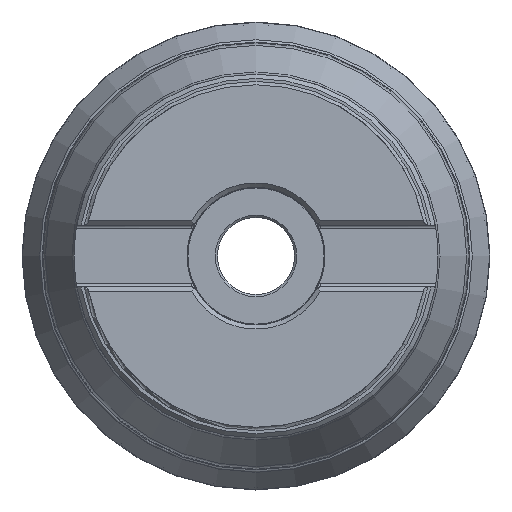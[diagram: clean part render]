
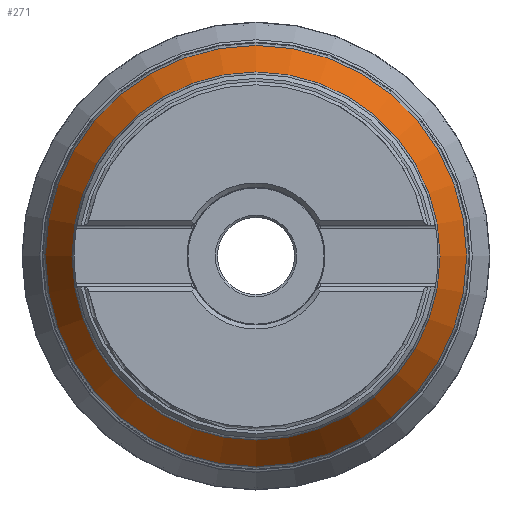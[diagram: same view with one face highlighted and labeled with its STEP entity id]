
A CAD part, left-side view. The second image highlights one B-rep face of the part: STEP entity #271.
In plain terms, the highlighted conical face has half-angle 29.025 degrees and reference radius 42.5 mm.
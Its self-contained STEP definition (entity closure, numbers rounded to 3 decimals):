
#32=CONICAL_SURFACE('',#1305,42.5,29.025);
#271=ADVANCED_FACE('',(#429,#430),#32,.T.);
#429=FACE_BOUND('',#527,.T.);
#430=FACE_BOUND('',#528,.T.);
#527=EDGE_LOOP('',(#692));
#528=EDGE_LOOP('',(#693));
#692=ORIENTED_EDGE('',*,*,#1089,.T.);
#693=ORIENTED_EDGE('',*,*,#1090,.T.);
#970=VERTEX_POINT('',#2171);
#971=VERTEX_POINT('',#2173);
#1089=EDGE_CURVE('',#970,#970,#1217,.T.);
#1090=EDGE_CURVE('',#971,#971,#1218,.T.);
#1217=CIRCLE('',#1303,49.211);
#1218=CIRCLE('',#1304,43.002);
#1303=AXIS2_PLACEMENT_3D('',#2170,#1523,#1524);
#1304=AXIS2_PLACEMENT_3D('',#2172,#1525,#1526);
#1305=AXIS2_PLACEMENT_3D('',#2174,#1527,#1528);
#1523=DIRECTION('',(-1.,0.,0.));
#1524=DIRECTION('',(0.,-1.,0.));
#1525=DIRECTION('',(1.,0.,0.));
#1526=DIRECTION('',(0.,1.,0.));
#1527=DIRECTION('',(1.,0.,0.));
#1528=DIRECTION('',(0.,1.,0.));
#2170=CARTESIAN_POINT('',(23.095,0.,0.));
#2171=CARTESIAN_POINT('',(23.095,-49.211,0.));
#2172=CARTESIAN_POINT('',(11.905,0.,0.));
#2173=CARTESIAN_POINT('',(11.905,43.002,0.));
#2174=CARTESIAN_POINT('',(11.,0.,0.));
